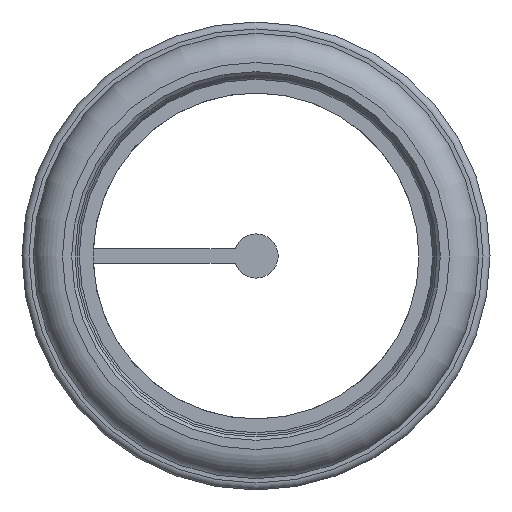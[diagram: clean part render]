
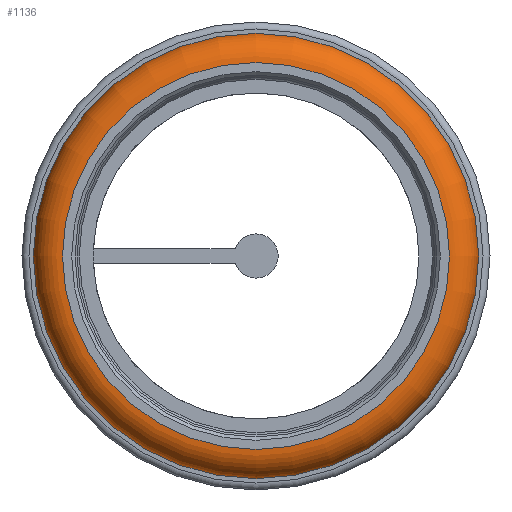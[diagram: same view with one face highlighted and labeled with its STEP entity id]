
A CAD part, left-side view. The second image highlights one B-rep face of the part: STEP entity #1136.
In plain terms, the highlighted toroidal (fillet/blend) face has major radius 23.15 mm and minor radius 3.5 mm.
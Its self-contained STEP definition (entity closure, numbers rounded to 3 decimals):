
#26=TOROIDAL_SURFACE($,#1253,23.15,3.5);
#77=FACE_BOUND($,#297,.T.);
#211=FACE_OUTER_BOUND($,#296,.T.);
#296=EDGE_LOOP($,(#857));
#297=EDGE_LOOP($,(#858));
#515=CIRCLE($,#1251,26.052);
#517=CIRCLE($,#1254,23.15);
#623=VERTEX_POINT($,#1921);
#625=VERTEX_POINT($,#1926);
#735=EDGE_CURVE($,#623,#623,#515,.T.);
#737=EDGE_CURVE($,#625,#625,#517,.T.);
#857=ORIENTED_EDGE($,*,*,#737,.F.);
#858=ORIENTED_EDGE($,*,*,#735,.T.);
#1136=ADVANCED_FACE($,(#211,#77),#26,.T.);
#1251=AXIS2_PLACEMENT_3D($,#1922,#1486,#1487);
#1253=AXIS2_PLACEMENT_3D($,#1925,#1490,#1491);
#1254=AXIS2_PLACEMENT_3D($,#1927,#1492,#1493);
#1486=DIRECTION('center_axis',(-1.,0.,0.));
#1487=DIRECTION('ref_axis',(0.,0.,1.));
#1490=DIRECTION('center_axis',(-1.,0.,0.));
#1491=DIRECTION('ref_axis',(0.,0.,1.));
#1492=DIRECTION('center_axis',(-1.,0.,0.));
#1493=DIRECTION('ref_axis',(0.,0.,1.));
#1921=CARTESIAN_POINT('',(5.457,0.,26.052));
#1922=CARTESIAN_POINT('Origin',(5.457,0.,0.));
#1925=CARTESIAN_POINT('Origin',(3.5,0.,0.));
#1926=CARTESIAN_POINT('',(0.,0.,23.15));
#1927=CARTESIAN_POINT('Origin',(0.,0.,0.));
